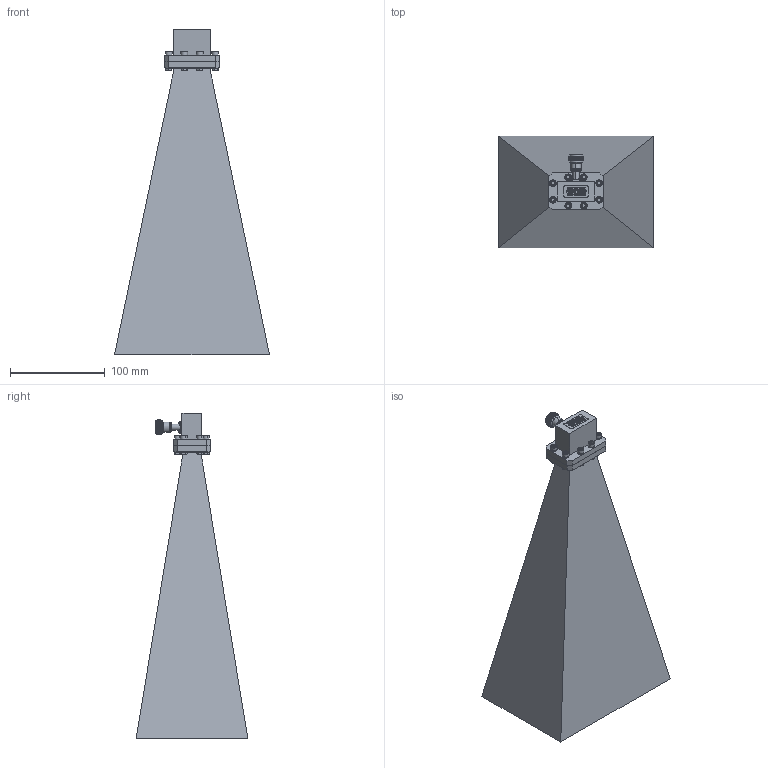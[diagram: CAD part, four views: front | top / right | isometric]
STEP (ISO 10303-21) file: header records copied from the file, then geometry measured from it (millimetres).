
FILE_DESCRIPTION (( 'STEP AP214' ), '1' );
FILE_NAME ('PE9859-NF-20.STEP', '2017-06-15T16:01:30', ( '' ), ( '' ), 'SwSTEP 2.0', 'SolidWorks 2014', '' );
FILE_SCHEMA (( 'AUTOMOTIVE_DESIGN' ));
Length unit declared in the file: inch
Products named in the file (5): Copy of Nut^PE9859-NF-20; PE9859-NF-20; PE9876; PE9859-20; Copy of Hex Screw^PE9859-NF-20
Assembly tree (18 placements, depth 2):
  PE9859-NF-20
    PE9859-20
    PE9876
    Copy of Hex Screw^PE9859-NF-20  x8
    Copy of Nut^PE9859-NF-20  x8
Bounding box: 163.83 x 118.11 x 344.3 mm (x, y, z)
Volume: 197112 mm3; surface area: 231065.8 mm2
Topology: 24 solids, 32 shells, 1091 faces, 2878 edges, 1952 vertices
Faces by surface type: plane 377, cylinder 367, cone 288, bspline 55, torus 4
Entity records: 33108 total; most frequent: CARTESIAN_POINT 13076, ORIENTED_EDGE 3662, DIRECTION 2633, EDGE_CURVE 1831, VERTEX_POINT 1336, AXIS2_PLACEMENT_3D 940, VECTOR 753, LINE 753
